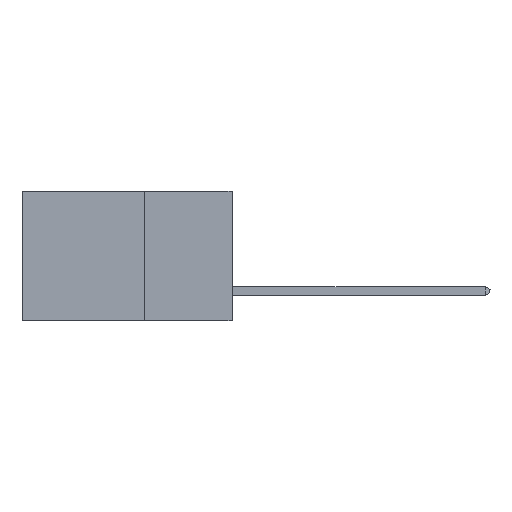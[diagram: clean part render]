
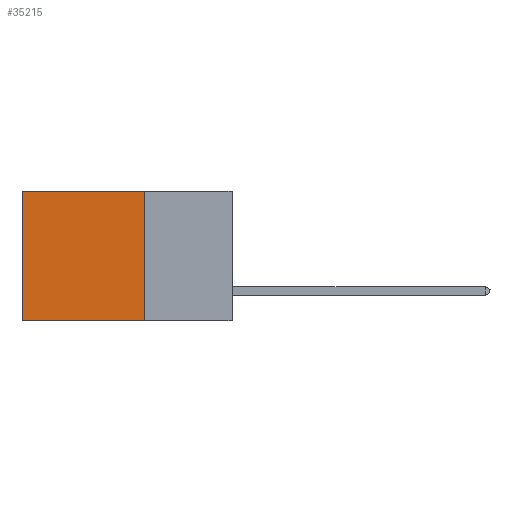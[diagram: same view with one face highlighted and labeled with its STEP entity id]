
A CAD part, left-side view. The second image highlights one B-rep face of the part: STEP entity #35215.
In plain terms, the highlighted planar face has unit normal (-1, 0, 0).
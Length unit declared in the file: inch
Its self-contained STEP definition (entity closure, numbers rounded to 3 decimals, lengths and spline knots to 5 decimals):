
#223 = DIRECTION ( 'NONE',  ( 0., 0., -1. ) ) ;
#531 = LINE ( 'NONE', #2155, #30056 ) ;
#2155 = CARTESIAN_POINT ( 'NONE',  ( 0.2875, 0.25, -0.37 ) ) ;
#3179 = ORIENTED_EDGE ( 'NONE', *, *, #14637, .F. ) ;
#6059 = LINE ( 'NONE', #10791, #11935 ) ;
#8207 = DIRECTION ( 'NONE',  ( 0., 0., -1. ) ) ;
#9707 = PLANE ( 'NONE',  #11661 ) ;
#10791 = CARTESIAN_POINT ( 'NONE',  ( 0.2875, 0.25, 0. ) ) ;
#11341 = VERTEX_POINT ( 'NONE', #39975 ) ;
#11661 = AXIS2_PLACEMENT_3D ( 'NONE', #19030, #31685, #223 ) ;
#11828 = CARTESIAN_POINT ( 'NONE',  ( 0.2875, 0.6, 0. ) ) ;
#11935 = VECTOR ( 'NONE', #8207, 39.37008 ) ;
#12989 = LINE ( 'NONE', #29234, #17913 ) ;
#13108 = DIRECTION ( 'NONE',  ( 0., 0., -1. ) ) ;
#14224 = FACE_OUTER_BOUND ( 'NONE', #22210, .T. ) ;
#14302 = EDGE_CURVE ( 'NONE', #14831, #19235, #6059, .T. ) ;
#14637 = EDGE_CURVE ( 'NONE', #19235, #11341, #531, .T. ) ;
#14831 = VERTEX_POINT ( 'NONE', #35851 ) ;
#15043 = DIRECTION ( 'NONE',  ( 0., 1., 0. ) ) ;
#15523 = VECTOR ( 'NONE', #13108, 39.37008 ) ;
#15711 = ORIENTED_EDGE ( 'NONE', *, *, #28547, .T. ) ;
#17913 = VECTOR ( 'NONE', #35131, 39.37008 ) ;
#19030 = CARTESIAN_POINT ( 'NONE',  ( 0.2875, 0.25, 0. ) ) ;
#19235 = VERTEX_POINT ( 'NONE', #22821 ) ;
#19292 = CARTESIAN_POINT ( 'NONE',  ( 0.2875, 0.6, 0. ) ) ;
#22210 = EDGE_LOOP ( 'NONE', ( #27613, #3179, #29188, #15711 ) ) ;
#22821 = CARTESIAN_POINT ( 'NONE',  ( 0.2875, 0.25, -0.37 ) ) ;
#23687 = VERTEX_POINT ( 'NONE', #11828 ) ;
#27613 = ORIENTED_EDGE ( 'NONE', *, *, #33296, .T. ) ;
#28547 = EDGE_CURVE ( 'NONE', #14831, #23687, #12989, .T. ) ;
#29188 = ORIENTED_EDGE ( 'NONE', *, *, #14302, .F. ) ;
#29234 = CARTESIAN_POINT ( 'NONE',  ( 0.2875, 0.25, 0. ) ) ;
#30056 = VECTOR ( 'NONE', #15043, 39.37008 ) ;
#31685 = DIRECTION ( 'NONE',  ( 1., 0., 0. ) ) ;
#33296 = EDGE_CURVE ( 'NONE', #23687, #11341, #35614, .T. ) ;
#35131 = DIRECTION ( 'NONE',  ( 0., 1., 0. ) ) ;
#35215 = ADVANCED_FACE ( 'NONE', ( #14224 ), #9707, .F. ) ;
#35614 = LINE ( 'NONE', #19292, #15523 ) ;
#35851 = CARTESIAN_POINT ( 'NONE',  ( 0.2875, 0.25, 0. ) ) ;
#39975 = CARTESIAN_POINT ( 'NONE',  ( 0.2875, 0.6, -0.37 ) ) ;
